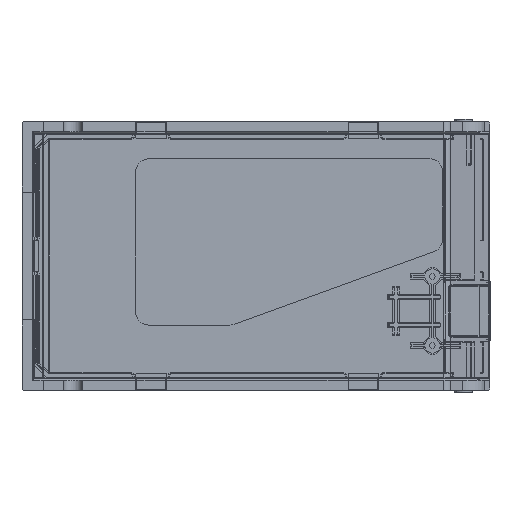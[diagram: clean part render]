
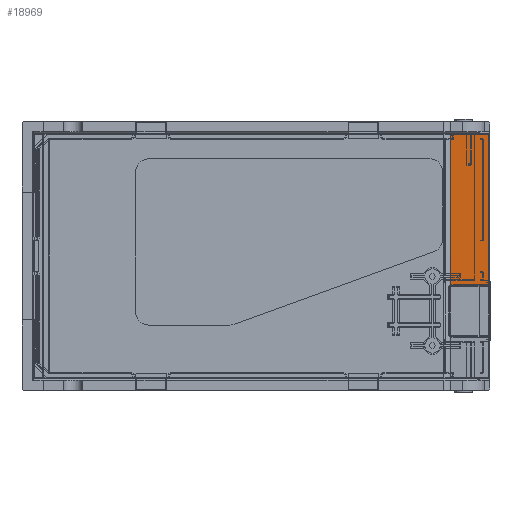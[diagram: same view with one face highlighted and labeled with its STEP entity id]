
A CAD part, front view. The second image highlights one B-rep face of the part: STEP entity #18969.
In plain terms, the highlighted face is planar.
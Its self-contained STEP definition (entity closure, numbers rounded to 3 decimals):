
#3982 = VERTEX_POINT ( 'NONE', #25313 ) ;
#3983 = VERTEX_POINT ( 'NONE', #25314 ) ;
#3984 = VERTEX_POINT ( 'NONE', #25316 ) ;
#3985 = VERTEX_POINT ( 'NONE', #25318 ) ;
#3986 = VERTEX_POINT ( 'NONE', #25320 ) ;
#3987 = VERTEX_POINT ( 'NONE', #25322 ) ;
#3988 = VERTEX_POINT ( 'NONE', #25324 ) ;
#17168 = ORIENTED_EDGE ( 'NONE', *, *, #28268, .T. ) ;
#17169 = ORIENTED_EDGE ( 'NONE', *, *, #28267, .T. ) ;
#17170 = ORIENTED_EDGE ( 'NONE', *, *, #28266, .T. ) ;
#17171 = ORIENTED_EDGE ( 'NONE', *, *, #28269, .T. ) ;
#17172 = ORIENTED_EDGE ( 'NONE', *, *, #28263, .T. ) ;
#17173 = ORIENTED_EDGE ( 'NONE', *, *, #28265, .T. ) ;
#17174 = ORIENTED_EDGE ( 'NONE', *, *, #28270, .T. ) ;
#17592 = EDGE_LOOP ( 'NONE', ( #17168, #17169, #17170, #17171, #17172, #17173, #17174 ) ) ;
#18969 = ADVANCED_FACE ( 'NONE', ( #45156 ), #50154, .F. ) ;
#25313 = CARTESIAN_POINT ( 'NONE',  ( -103.078, -10., 27.855 ) ) ;
#25314 = CARTESIAN_POINT ( 'NONE',  ( -102.778, -9.827, 27.455 ) ) ;
#25316 = CARTESIAN_POINT ( 'NONE',  ( -102.778, 47.7, 27.455 ) ) ;
#25318 = CARTESIAN_POINT ( 'NONE',  ( -87.538, 47.7, 7.135 ) ) ;
#25320 = CARTESIAN_POINT ( 'NONE',  ( -87.538, -11.276, 7.135 ) ) ;
#25322 = CARTESIAN_POINT ( 'NONE',  ( -87.878, -11.2, 7.589 ) ) ;
#25324 = CARTESIAN_POINT ( 'NONE',  ( -103.078, -11.2, 27.855 ) ) ;
#28263 = EDGE_CURVE ( 'NONE', #3986, #3987, #35588, .T. ) ;
#28265 = EDGE_CURVE ( 'NONE', #3987, #3988, #39150, .T. ) ;
#28266 = EDGE_CURVE ( 'NONE', #3984, #3985, #39152, .T. ) ;
#28267 = EDGE_CURVE ( 'NONE', #3983, #3984, #39154, .T. ) ;
#28268 = EDGE_CURVE ( 'NONE', #3982, #3983, #35591, .T. ) ;
#28269 = EDGE_CURVE ( 'NONE', #3985, #3986, #39149, .T. ) ;
#28270 = EDGE_CURVE ( 'NONE', #3988, #3982, #39159, .T. ) ;
#31121 = AXIS2_PLACEMENT_3D ( 'NONE', #50149, #50159, #50160 ) ;
#35588 =( BOUNDED_CURVE ( )  B_SPLINE_CURVE ( 3, ( #38205, #38210, #38211, #38212 ),
 .UNSPECIFIED., .F., .T. ) 
 B_SPLINE_CURVE_WITH_KNOTS ( ( 4, 4 ),
 ( 4.273, 4.712 ),
 .UNSPECIFIED. ) 
 CURVE ( )  GEOMETRIC_REPRESENTATION_ITEM ( )  RATIONAL_B_SPLINE_CURVE ( ( 1., 0.984, 0.984, 1. ) ) 
 REPRESENTATION_ITEM ( '' )  );
#35591 =( BOUNDED_CURVE ( )  B_SPLINE_CURVE ( 3, ( #38209, #38221, #38222, #38223 ),
 .UNSPECIFIED., .F., .T. ) 
 B_SPLINE_CURVE_WITH_KNOTS ( ( 4, 4 ),
 ( 0., 2.094 ),
 .UNSPECIFIED. ) 
 CURVE ( )  GEOMETRIC_REPRESENTATION_ITEM ( )  RATIONAL_B_SPLINE_CURVE ( ( 1., 0.667, 0.667, 1. ) ) 
 REPRESENTATION_ITEM ( '' )  );
#38205 = CARTESIAN_POINT ( 'NONE',  ( -87.538, -11.276, 7.135 ) ) ;
#38209 = CARTESIAN_POINT ( 'NONE',  ( -103.078, -10., 27.855 ) ) ;
#38210 = CARTESIAN_POINT ( 'NONE',  ( -87.645, -11.226, 7.278 ) ) ;
#38211 = CARTESIAN_POINT ( 'NONE',  ( -87.76, -11.2, 7.431 ) ) ;
#38212 = CARTESIAN_POINT ( 'NONE',  ( -87.878, -11.2, 7.589 ) ) ;
#38215 = CARTESIAN_POINT ( 'NONE',  ( -86.638, -11.2, 5.935 ) ) ;
#38216 = DIRECTION ( 'NONE',  ( -0.6, 0., 0.8 ) ) ;
#38217 = CARTESIAN_POINT ( 'NONE',  ( -87.538, 47.7, 7.135 ) ) ;
#38218 = DIRECTION ( 'NONE',  ( 0.6, 0., -0.8 ) ) ;
#38219 = CARTESIAN_POINT ( 'NONE',  ( -102.778, 52.5, 27.455 ) ) ;
#38220 = DIRECTION ( 'NONE',  ( 0., 1., 0. ) ) ;
#38221 = CARTESIAN_POINT ( 'NONE',  ( -103.078, -9.827, 27.855 ) ) ;
#38222 = CARTESIAN_POINT ( 'NONE',  ( -102.928, -9.74, 27.655 ) ) ;
#38223 = CARTESIAN_POINT ( 'NONE',  ( -102.778, -9.827, 27.455 ) ) ;
#38224 = CARTESIAN_POINT ( 'NONE',  ( -87.538, 52.5, 7.135 ) ) ;
#38225 = DIRECTION ( 'NONE',  ( 0., -1., 0. ) ) ;
#38226 = CARTESIAN_POINT ( 'NONE',  ( -103.078, -10., 27.855 ) ) ;
#38227 = DIRECTION ( 'NONE',  ( 0., 1., 0. ) ) ;
#39149 = LINE ( 'NONE', #38224, #39158 ) ;
#39150 = LINE ( 'NONE', #38215, #39151 ) ;
#39151 = VECTOR ( 'NONE', #38216, 1000. ) ;
#39152 = LINE ( 'NONE', #38217, #39153 ) ;
#39153 = VECTOR ( 'NONE', #38218, 1000. ) ;
#39154 = LINE ( 'NONE', #38219, #39155 ) ;
#39155 = VECTOR ( 'NONE', #38220, 1000. ) ;
#39158 = VECTOR ( 'NONE', #38225, 1000. ) ;
#39159 = LINE ( 'NONE', #38226, #39160 ) ;
#39160 = VECTOR ( 'NONE', #38227, 1000. ) ;
#45156 = FACE_OUTER_BOUND ( 'NONE', #17592, .T. ) ;
#50149 = CARTESIAN_POINT ( 'NONE',  ( -86.638, 52.5, 5.935 ) ) ;
#50154 = PLANE ( 'NONE',  #31121 ) ;
#50159 = DIRECTION ( 'NONE',  ( 0.8, 0., 0.6 ) ) ;
#50160 = DIRECTION ( 'NONE',  ( 0.6, 0., -0.8 ) ) ;
